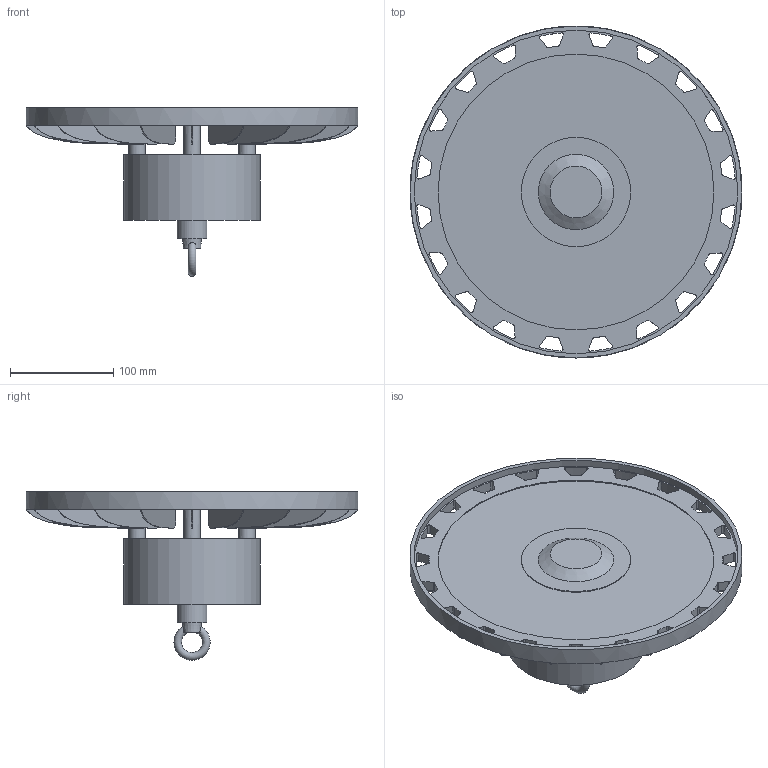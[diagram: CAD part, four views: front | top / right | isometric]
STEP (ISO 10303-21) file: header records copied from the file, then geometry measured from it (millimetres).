
FILE_DESCRIPTION (( 'STEP AP214' ), '1' );
FILE_NAME ('HB_Gen3_DA_190W_210W.STEP', '2022-06-22T13:43:44', ( '' ), ( '' ), 'SwSTEP 2.0', 'SolidWorks 2020', '' );
FILE_SCHEMA (( 'AUTOMOTIVE_DESIGN' ));
Length unit declared in the file: millimetre
Products named in the file (1): HB_Gen3_DA_190W_210W
Bounding box: 321 x 321 x 162.99 mm (x, y, z)
Volume: 1711134.4 mm3; surface area: 315901.8 mm2
Topology: 1 solids, 1 shells, 325 faces, 906 edges, 585 vertices
Faces by surface type: plane 156, cylinder 146, bspline 20, cone 2, torus 1
Full cylindrical faces by diameter (mm): 16 x4, 28.6 x1, 105.751 x1, 132 x1, 266.751 x1, 313 x1, 321 x1
Entity records: 10951 total; most frequent: CARTESIAN_POINT 2416, DIRECTION 1800, ORIENTED_EDGE 1774, EDGE_CURVE 887, AXIS2_PLACEMENT_3D 656, VERTEX_POINT 579, VECTOR 488, LINE 488
